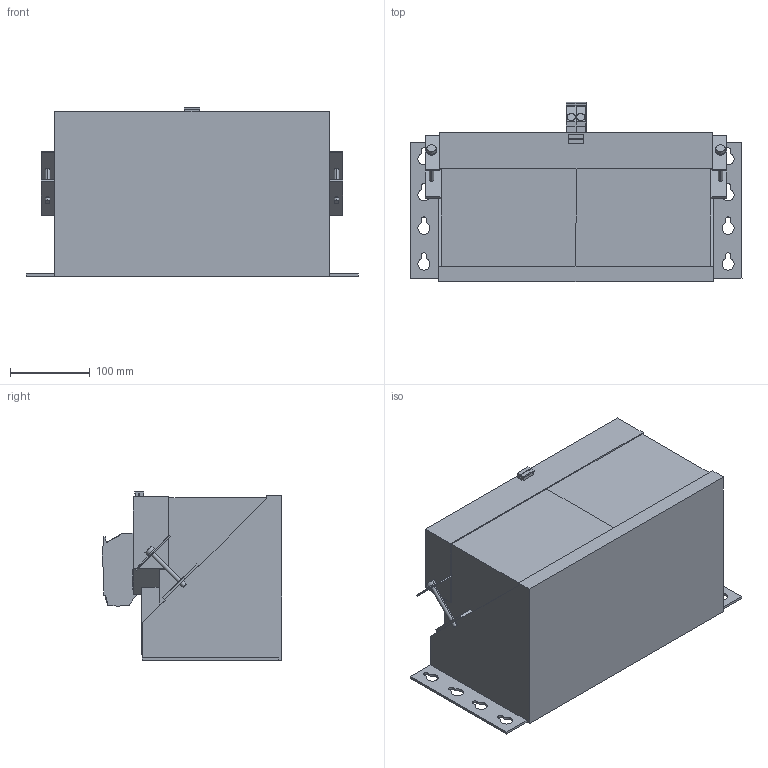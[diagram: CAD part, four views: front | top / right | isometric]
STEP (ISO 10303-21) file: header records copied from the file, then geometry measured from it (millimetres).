
FILE_DESCRIPTION (( 'STEP AP214' ), '1' );
FILE_NAME ('1118343.STEP', '2025-12-02T07:00:32', ( '' ), ( '' ), 'SwSTEP 2.0', 'SolidWorks 2022', '' );
FILE_SCHEMA (( 'AUTOMOTIVE_DESIGN' ));
Length unit declared in the file: millimetre
Products named in the file (1): 1118343
Bounding box: 417 x 224.96 x 211.8 mm (x, y, z)
Volume: 12658109.8 mm3; surface area: 413478.4 mm2
Topology: 1 solids, 1 shells, 237 faces, 685 edges, 459 vertices
Faces by surface type: plane 187, cylinder 50
Entity records: 7842 total; most frequent: CARTESIAN_POINT 1382, ORIENTED_EDGE 1370, DIRECTION 1290, EDGE_CURVE 685, VECTOR 556, LINE 556, VERTEX_POINT 459, AXIS2_PLACEMENT_3D 367
